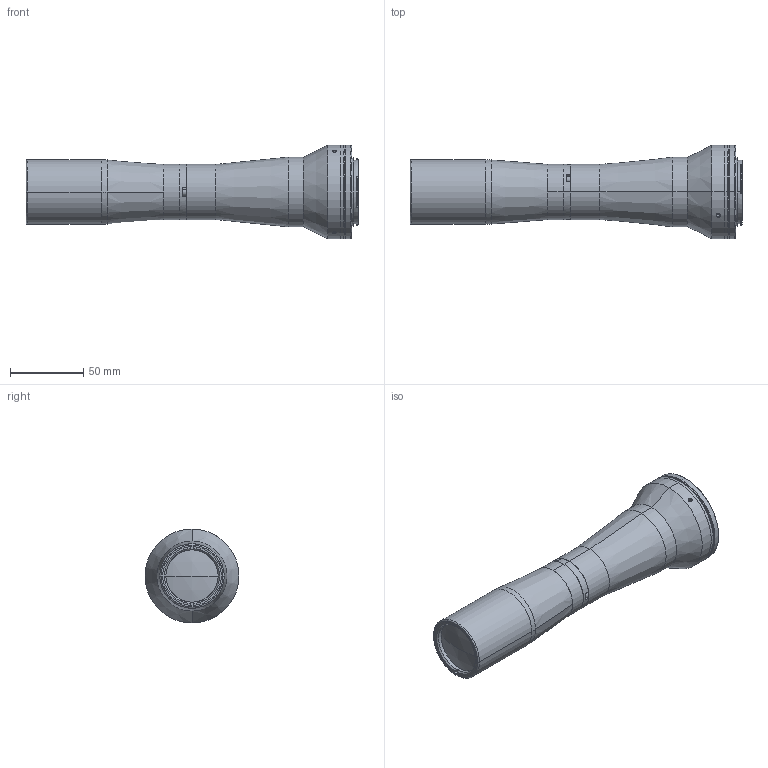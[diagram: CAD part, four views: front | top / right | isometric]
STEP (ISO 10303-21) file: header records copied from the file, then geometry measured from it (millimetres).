
FILE_DESCRIPTION (( 'STEP AP203' ), '1' );
FILE_NAME ('DP27907_TC12M024-F.step', '2021-09-17T14:09:16', ( '' ), ( '' ), 'SwSTEP 2.0', 'SolidWorks 2021', '' );
FILE_SCHEMA (( 'CONFIG_CONTROL_DESIGN' ));
Length unit declared in the file: millimetre
Products named in the file (1): DP27907_TC12M024-F
Bounding box: 226.37 x 64 x 64 mm (x, y, z)
Surface area: 51414.4 mm2 (no closed solid volume)
Topology: 0 solids, 21 shells, 159 faces, 446 edges, 305 vertices
Faces by surface type: plane 66, cylinder 57, cone 24, torus 10, sphere 2
Entity records: 5368 total; most frequent: CARTESIAN_POINT 1055, DIRECTION 987, ORIENTED_EDGE 736, EDGE_CURVE 446, AXIS2_PLACEMENT_3D 397, VERTEX_POINT 305, CIRCLE 237, LINE 193
